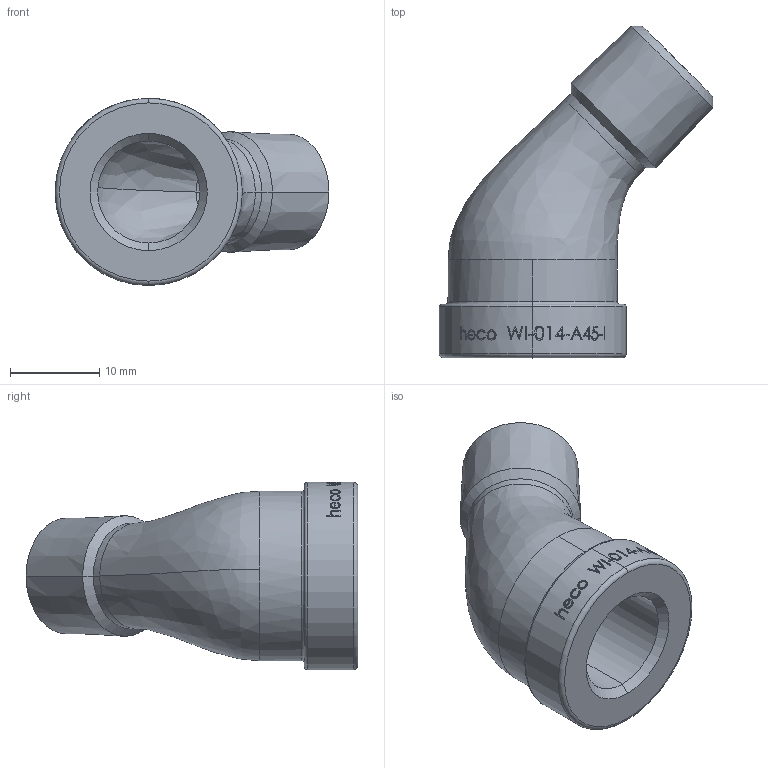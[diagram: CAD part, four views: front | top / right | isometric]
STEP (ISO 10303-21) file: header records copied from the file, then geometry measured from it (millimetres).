
FILE_DESCRIPTION (( 'STEP AP214' ), '1' );
FILE_NAME ('heco_WI-014-A45-I.STEP', '2017-05-22T11:52:42', ( '' ), ( '' ), 'SwSTEP 2.0', 'SolidWorks 2016', '' );
FILE_SCHEMA (( 'AUTOMOTIVE_DESIGN' ));
Length unit declared in the file: millimetre
Products named in the file (1): heco_WI-014-A45-I
Bounding box: 30.72 x 37.22 x 21 mm (x, y, z)
Volume: 5141.8 mm3; surface area: 3530.5 mm2
Topology: 1 solids, 1 shells, 206 faces, 522 edges, 340 vertices
Faces by surface type: bspline 80, plane 74, cylinder 34, cone 10, torus 8
Entity records: 13250 total; most frequent: CARTESIAN_POINT 7066, ORIENTED_EDGE 1044, DIRECTION 659, EDGE_CURVE 522, VERTEX_POINT 340, AXIS2_PLACEMENT_3D 265, B_SPLINE_CURVE_WITH_KNOTS 255, EDGE_LOOP 230
